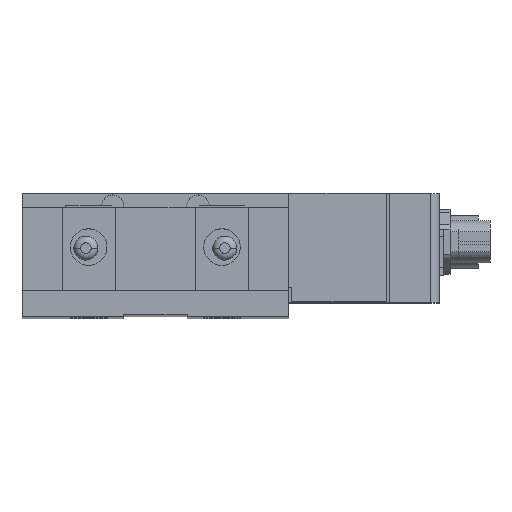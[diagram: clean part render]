
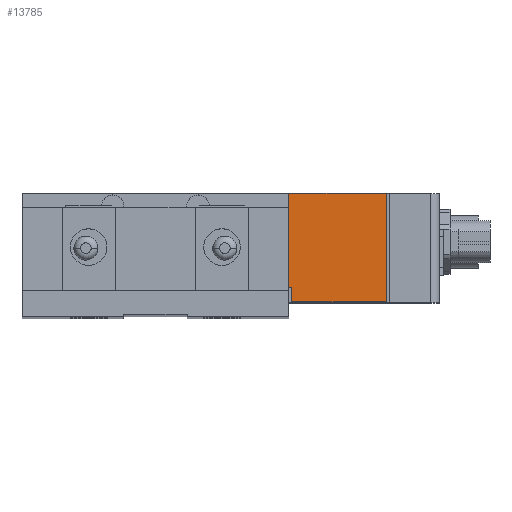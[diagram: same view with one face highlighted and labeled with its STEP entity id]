
A CAD part, top view. The second image highlights one B-rep face of the part: STEP entity #13785.
In plain terms, the highlighted planar face has unit normal (0, 0, 1).
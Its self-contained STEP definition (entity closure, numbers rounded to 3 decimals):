
#232 = CARTESIAN_POINT ( 'NONE',  ( 25.55, -7.176, 19.9 ) ) ;
#249 = VERTEX_POINT ( 'NONE', #18879 ) ;
#320 = DIRECTION ( 'NONE',  ( 1., 0., 0. ) ) ;
#363 = DIRECTION ( 'NONE',  ( 0., -1., 0. ) ) ;
#650 = ORIENTED_EDGE ( 'NONE', *, *, #8734, .T. ) ;
#858 = DIRECTION ( 'NONE',  ( 0., 1., 0. ) ) ;
#958 = EDGE_CURVE ( 'NONE', #249, #3425, #15291, .T. ) ;
#1570 = VERTEX_POINT ( 'NONE', #8929 ) ;
#1808 = CARTESIAN_POINT ( 'NONE',  ( 10.4, -7.176, 19.9 ) ) ;
#1894 = VECTOR ( 'NONE', #7150, 1000. ) ;
#2121 = EDGE_CURVE ( 'NONE', #14014, #6507, #12059, .T. ) ;
#2369 = DIRECTION ( 'NONE',  ( 1., 0., 0. ) ) ;
#2445 = CARTESIAN_POINT ( 'NONE',  ( 43.35, -9.9, 19.9 ) ) ;
#2613 = VECTOR ( 'NONE', #18061, 1000. ) ;
#3425 = VERTEX_POINT ( 'NONE', #232 ) ;
#3988 = VECTOR ( 'NONE', #7097, 1000. ) ;
#4043 = CARTESIAN_POINT ( 'NONE',  ( 25.55, -7.176, 19.9 ) ) ;
#4910 = VECTOR ( 'NONE', #858, 1000. ) ;
#5062 = ORIENTED_EDGE ( 'NONE', *, *, #14118, .T. ) ;
#5203 = LINE ( 'NONE', #8160, #6359 ) ;
#5414 = PLANE ( 'NONE',  #7748 ) ;
#5417 = LINE ( 'NONE', #4043, #3988 ) ;
#5662 = EDGE_CURVE ( 'NONE', #6507, #249, #5203, .T. ) ;
#6359 = VECTOR ( 'NONE', #363, 1000. ) ;
#6391 = ORIENTED_EDGE ( 'NONE', *, *, #17866, .T. ) ;
#6507 = VERTEX_POINT ( 'NONE', #16773 ) ;
#7097 = DIRECTION ( 'NONE',  ( 0., -1., 0. ) ) ;
#7150 = DIRECTION ( 'NONE',  ( 1., 0., 0. ) ) ;
#7748 = AXIS2_PLACEMENT_3D ( 'NONE', #9949, #15847, #2369 ) ;
#7848 = VECTOR ( 'NONE', #320, 1000. ) ;
#8160 = CARTESIAN_POINT ( 'NONE',  ( 25., -13.076, 19.9 ) ) ;
#8734 = EDGE_CURVE ( 'NONE', #1570, #9331, #10010, .T. ) ;
#8746 = LINE ( 'NONE', #2445, #4910 ) ;
#8929 = CARTESIAN_POINT ( 'NONE',  ( 25.55, -9.9, 19.9 ) ) ;
#9206 = CARTESIAN_POINT ( 'NONE',  ( 43.35, 10.4, 19.9 ) ) ;
#9331 = VERTEX_POINT ( 'NONE', #13676 ) ;
#9949 = CARTESIAN_POINT ( 'NONE',  ( 0., 0., 19.9 ) ) ;
#10010 = LINE ( 'NONE', #14523, #1894 ) ;
#11596 = ORIENTED_EDGE ( 'NONE', *, *, #5662, .T. ) ;
#12059 = LINE ( 'NONE', #9206, #2613 ) ;
#13218 = ORIENTED_EDGE ( 'NONE', *, *, #2121, .T. ) ;
#13676 = CARTESIAN_POINT ( 'NONE',  ( 43.35, -9.9, 19.9 ) ) ;
#13785 = ADVANCED_FACE ( 'NONE', ( #16142 ), #5414, .T. ) ;
#14014 = VERTEX_POINT ( 'NONE', #15345 ) ;
#14118 = EDGE_CURVE ( 'NONE', #9331, #14014, #8746, .T. ) ;
#14523 = CARTESIAN_POINT ( 'NONE',  ( 25.55, -9.9, 19.9 ) ) ;
#14653 = ORIENTED_EDGE ( 'NONE', *, *, #958, .T. ) ;
#14892 = EDGE_LOOP ( 'NONE', ( #13218, #11596, #14653, #6391, #650, #5062 ) ) ;
#15291 = LINE ( 'NONE', #1808, #7848 ) ;
#15345 = CARTESIAN_POINT ( 'NONE',  ( 43.35, 10.4, 19.9 ) ) ;
#15847 = DIRECTION ( 'NONE',  ( 0., 0., 1. ) ) ;
#16142 = FACE_OUTER_BOUND ( 'NONE', #14892, .T. ) ;
#16773 = CARTESIAN_POINT ( 'NONE',  ( 25., 10.4, 19.9 ) ) ;
#17866 = EDGE_CURVE ( 'NONE', #3425, #1570, #5417, .T. ) ;
#18061 = DIRECTION ( 'NONE',  ( -1., 0., 0. ) ) ;
#18879 = CARTESIAN_POINT ( 'NONE',  ( 25., -7.176, 19.9 ) ) ;
